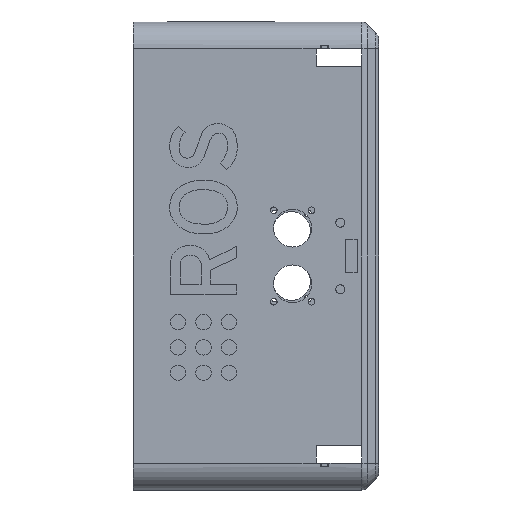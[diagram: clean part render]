
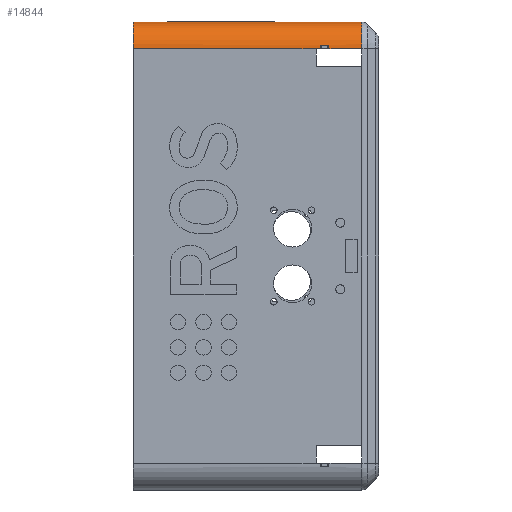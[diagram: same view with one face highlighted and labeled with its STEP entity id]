
A CAD part, left-side view. The second image highlights one B-rep face of the part: STEP entity #14844.
In plain terms, the highlighted cylindrical face has radius 12 mm (diameter 24 mm), a partial arc.
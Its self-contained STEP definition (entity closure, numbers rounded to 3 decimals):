
#476 = DIRECTION ( 'NONE',  ( 0., -1., 0. ) ) ;
#1007 = VERTEX_POINT ( 'NONE', #18743 ) ;
#1090 = CIRCLE ( 'NONE', #6361, 12. ) ;
#1178 = EDGE_CURVE ( 'NONE', #6163, #25548, #26391, .T. ) ;
#1627 = CARTESIAN_POINT ( 'NONE',  ( -150., 110., 93. ) ) ;
#1711 = DIRECTION ( 'NONE',  ( -1., 0., 0. ) ) ;
#1863 = LINE ( 'NONE', #25133, #8343 ) ;
#1979 = VECTOR ( 'NONE', #18862, 1000. ) ;
#2127 = DIRECTION ( 'NONE',  ( 0., 0., -1. ) ) ;
#2161 = DIRECTION ( 'NONE',  ( 0., 1., 0. ) ) ;
#2841 = VERTEX_POINT ( 'NONE', #9640 ) ;
#3422 = DIRECTION ( 'NONE',  ( 0., 1., 0. ) ) ;
#3955 = DIRECTION ( 'NONE',  ( 0., -1., 0. ) ) ;
#4039 = DIRECTION ( 'NONE',  ( 0., 0., 1. ) ) ;
#4643 = EDGE_CURVE ( 'NONE', #13800, #21171, #8706, .T. ) ;
#4965 = DIRECTION ( 'NONE',  ( 0., 0., -1. ) ) ;
#5048 = CARTESIAN_POINT ( 'NONE',  ( -150., 28.057, 93. ) ) ;
#5343 = ORIENTED_EDGE ( 'NONE', *, *, #24191, .F. ) ;
#5393 = EDGE_CURVE ( 'NONE', #6163, #27873, #1090, .T. ) ;
#5518 = CIRCLE ( 'NONE', #10290, 12. ) ;
#5830 = CARTESIAN_POINT ( 'NONE',  ( -150., 115., 93. ) ) ;
#6163 = VERTEX_POINT ( 'NONE', #13288 ) ;
#6173 = CIRCLE ( 'NONE', #18131, 12. ) ;
#6361 = AXIS2_PLACEMENT_3D ( 'NONE', #27650, #25521, #4965 ) ;
#6573 = VECTOR ( 'NONE', #3422, 1000. ) ;
#7496 = CARTESIAN_POINT ( 'NONE',  ( -138., 7.657, 105. ) ) ;
#7655 = CARTESIAN_POINT ( 'NONE',  ( -149.893, 26.257, 94.6 ) ) ;
#7800 = VECTOR ( 'NONE', #28448, 1000. ) ;
#8343 = VECTOR ( 'NONE', #2161, 1000. ) ;
#8543 = ORIENTED_EDGE ( 'NONE', *, *, #19425, .F. ) ;
#8700 = EDGE_CURVE ( 'NONE', #13800, #27873, #19001, .T. ) ;
#8706 = CIRCLE ( 'NONE', #25511, 12. ) ;
#8748 = DIRECTION ( 'NONE',  ( 0., 0., -1. ) ) ;
#9167 = FACE_OUTER_BOUND ( 'NONE', #18500, .T. ) ;
#9640 = CARTESIAN_POINT ( 'NONE',  ( -149.893, 22.257, 94.6 ) ) ;
#10290 = AXIS2_PLACEMENT_3D ( 'NONE', #15379, #22425, #8748 ) ;
#10853 = EDGE_CURVE ( 'NONE', #2841, #20966, #13569, .T. ) ;
#11052 = EDGE_CURVE ( 'NONE', #2841, #25548, #6173, .T. ) ;
#11137 = CARTESIAN_POINT ( 'NONE',  ( -138., 22.257, 93. ) ) ;
#12335 = ORIENTED_EDGE ( 'NONE', *, *, #10853, .F. ) ;
#13036 = DIRECTION ( 'NONE',  ( 0., -1., 0. ) ) ;
#13288 = CARTESIAN_POINT ( 'NONE',  ( -150., 7.657, 93. ) ) ;
#13569 = LINE ( 'NONE', #27561, #15736 ) ;
#13580 = ORIENTED_EDGE ( 'NONE', *, *, #8700, .F. ) ;
#13800 = VERTEX_POINT ( 'NONE', #21484 ) ;
#14844 = ADVANCED_FACE ( 'NONE', ( #9167 ), #20733, .T. ) ;
#15379 = CARTESIAN_POINT ( 'NONE',  ( -138., 26.257, 93. ) ) ;
#15736 = VECTOR ( 'NONE', #22738, 1000. ) ;
#16466 = LINE ( 'NONE', #23385, #1979 ) ;
#18131 = AXIS2_PLACEMENT_3D ( 'NONE', #11137, #3955, #1711 ) ;
#18500 = EDGE_LOOP ( 'NONE', ( #5343, #19971, #12335, #24185, #20161, #22051, #13580, #21243, #8543 ) ) ;
#18743 = CARTESIAN_POINT ( 'NONE',  ( -150., 26.257, 93. ) ) ;
#18862 = DIRECTION ( 'NONE',  ( 0., 1., 0. ) ) ;
#19001 = LINE ( 'NONE', #25769, #7800 ) ;
#19425 = EDGE_CURVE ( 'NONE', #22682, #21171, #16466, .T. ) ;
#19971 = ORIENTED_EDGE ( 'NONE', *, *, #28472, .T. ) ;
#20161 = ORIENTED_EDGE ( 'NONE', *, *, #1178, .F. ) ;
#20733 = CYLINDRICAL_SURFACE ( 'NONE', #21133, 12. ) ;
#20966 = VERTEX_POINT ( 'NONE', #7655 ) ;
#21052 = CARTESIAN_POINT ( 'NONE',  ( -138., 115., 93. ) ) ;
#21133 = AXIS2_PLACEMENT_3D ( 'NONE', #21052, #476, #2127 ) ;
#21171 = VERTEX_POINT ( 'NONE', #1627 ) ;
#21243 = ORIENTED_EDGE ( 'NONE', *, *, #4643, .T. ) ;
#21349 = CARTESIAN_POINT ( 'NONE',  ( -150., 22.257, 93. ) ) ;
#21484 = CARTESIAN_POINT ( 'NONE',  ( -138., 110., 105. ) ) ;
#22051 = ORIENTED_EDGE ( 'NONE', *, *, #5393, .T. ) ;
#22425 = DIRECTION ( 'NONE',  ( 0., 1., 0. ) ) ;
#22682 = VERTEX_POINT ( 'NONE', #5048 ) ;
#22738 = DIRECTION ( 'NONE',  ( 0., 1., 0. ) ) ;
#23385 = CARTESIAN_POINT ( 'NONE',  ( -150., 115., 93. ) ) ;
#24185 = ORIENTED_EDGE ( 'NONE', *, *, #11052, .T. ) ;
#24191 = EDGE_CURVE ( 'NONE', #1007, #22682, #1863, .T. ) ;
#25133 = CARTESIAN_POINT ( 'NONE',  ( -150., 115., 93. ) ) ;
#25511 = AXIS2_PLACEMENT_3D ( 'NONE', #28978, #13036, #4039 ) ;
#25521 = DIRECTION ( 'NONE',  ( 0., 1., 0. ) ) ;
#25548 = VERTEX_POINT ( 'NONE', #21349 ) ;
#25769 = CARTESIAN_POINT ( 'NONE',  ( -138., 115., 105. ) ) ;
#26391 = LINE ( 'NONE', #5830, #6573 ) ;
#27561 = CARTESIAN_POINT ( 'NONE',  ( -149.893, 115., 94.6 ) ) ;
#27650 = CARTESIAN_POINT ( 'NONE',  ( -138., 7.657, 93. ) ) ;
#27873 = VERTEX_POINT ( 'NONE', #7496 ) ;
#28448 = DIRECTION ( 'NONE',  ( 0., -1., 0. ) ) ;
#28472 = EDGE_CURVE ( 'NONE', #1007, #20966, #5518, .T. ) ;
#28978 = CARTESIAN_POINT ( 'NONE',  ( -138., 110., 93. ) ) ;
